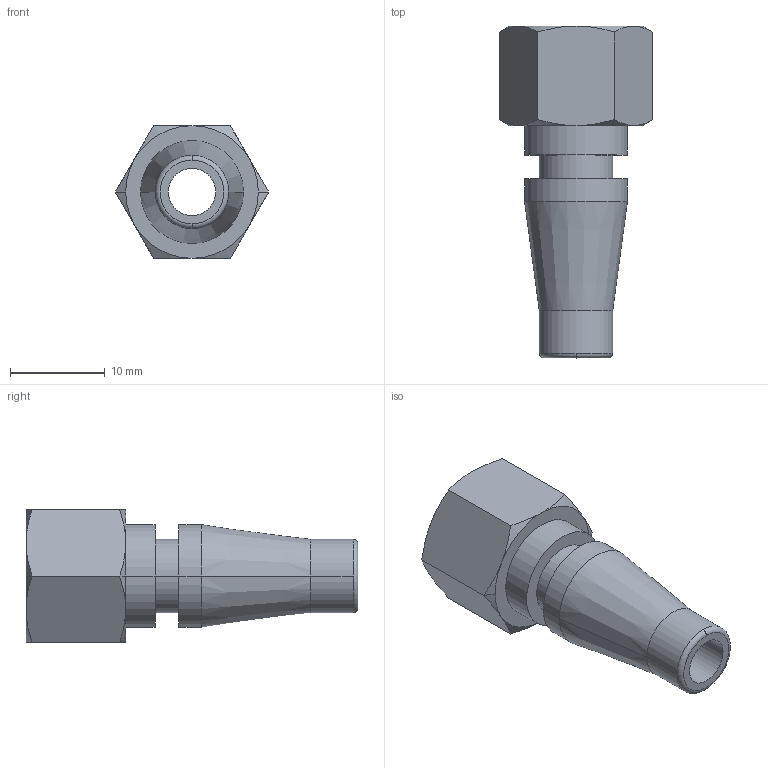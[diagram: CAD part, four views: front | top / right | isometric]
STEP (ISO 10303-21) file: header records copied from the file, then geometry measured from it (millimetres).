
FILE_DESCRIPTION(('STEP AP214'),'1');
FILE_NAME('esbi_18_nis.stp','2020-03-05T09:22:24',('TraceParts'),('TraceParts S.A.'),'Spatial InterOp 3D',' ',' ');
FILE_SCHEMA(('automotive_design'));
Length unit declared in the file: millimetre
Products named in the file (1): 1
Bounding box: 16.17 x 35 x 14 mm (x, y, z)
Volume: 2453.6 mm3; surface area: 2166.3 mm2
Topology: 1 solids, 1 shells, 46 faces, 99 edges, 59 vertices
Faces by surface type: cone 20, cylinder 12, plane 12, torus 2
Entity records: 1656 total; most frequent: CARTESIAN_POINT 301, DIRECTION 218, ORIENTED_EDGE 198, EDGE_CURVE 99, AXIS2_PLACEMENT_3D 96, VERTEX_POINT 59, EDGE_LOOP 52, CIRCLE 49
